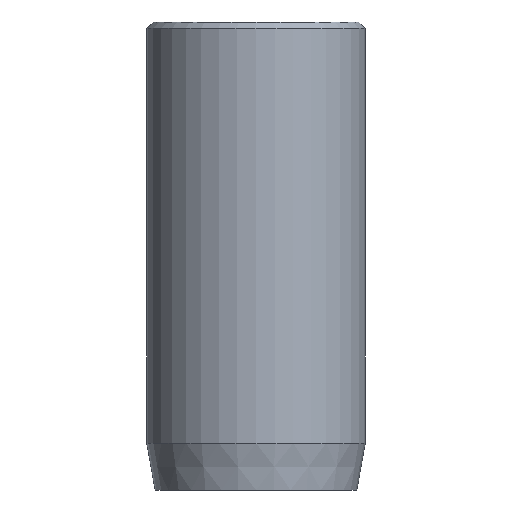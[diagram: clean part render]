
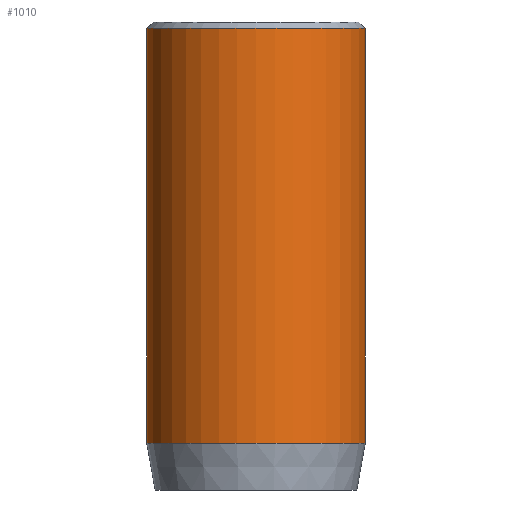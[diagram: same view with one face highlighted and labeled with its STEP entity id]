
A CAD part, front view. The second image highlights one B-rep face of the part: STEP entity #1010.
In plain terms, the highlighted cylindrical face has radius 3.5 mm (diameter 7 mm), a partial arc.
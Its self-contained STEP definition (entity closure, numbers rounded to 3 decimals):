
#6 = EDGE_LOOP ( 'NONE', ( #889, #153, #254, #583 ) ) ;
#110 = LINE ( 'NONE', #944, #832 ) ;
#153 = ORIENTED_EDGE ( 'NONE', *, *, #665, .T. ) ;
#155 = VERTEX_POINT ( 'NONE', #851 ) ;
#159 = CIRCLE ( 'NONE', #443, 3.5 ) ;
#186 = CARTESIAN_POINT ( 'NONE',  ( 0., 0., 15. ) ) ;
#205 = VERTEX_POINT ( 'NONE', #589 ) ;
#238 = CYLINDRICAL_SURFACE ( 'NONE', #464, 3.5 ) ;
#244 = EDGE_CURVE ( 'NONE', #205, #331, #507, .T. ) ;
#254 = ORIENTED_EDGE ( 'NONE', *, *, #630, .T. ) ;
#331 = VERTEX_POINT ( 'NONE', #967 ) ;
#376 = DIRECTION ( 'NONE',  ( -1., 0., 0. ) ) ;
#406 = DIRECTION ( 'NONE',  ( 0., 0., -1. ) ) ;
#443 = AXIS2_PLACEMENT_3D ( 'NONE', #1085, #541, #1167 ) ;
#464 = AXIS2_PLACEMENT_3D ( 'NONE', #186, #568, #376 ) ;
#507 = LINE ( 'NONE', #547, #1195 ) ;
#525 = CARTESIAN_POINT ( 'NONE',  ( -3.5, 0., 1.5 ) ) ;
#529 = DIRECTION ( 'NONE',  ( 1., 0., 0. ) ) ;
#533 = AXIS2_PLACEMENT_3D ( 'NONE', #543, #538, #529 ) ;
#538 = DIRECTION ( 'NONE',  ( 0., 0., -1. ) ) ;
#541 = DIRECTION ( 'NONE',  ( 0., 0., 1. ) ) ;
#543 = CARTESIAN_POINT ( 'NONE',  ( 0., 0., 14.8 ) ) ;
#547 = CARTESIAN_POINT ( 'NONE',  ( 3.5, 0., 15. ) ) ;
#568 = DIRECTION ( 'NONE',  ( 0., 0., -1. ) ) ;
#583 = ORIENTED_EDGE ( 'NONE', *, *, #841, .T. ) ;
#589 = CARTESIAN_POINT ( 'NONE',  ( 3.5, 0., 14.8 ) ) ;
#630 = EDGE_CURVE ( 'NONE', #155, #678, #110, .T. ) ;
#665 = EDGE_CURVE ( 'NONE', #205, #155, #1016, .T. ) ;
#678 = VERTEX_POINT ( 'NONE', #525 ) ;
#832 = VECTOR ( 'NONE', #885, 1000. ) ;
#841 = EDGE_CURVE ( 'NONE', #678, #331, #159, .T. ) ;
#851 = CARTESIAN_POINT ( 'NONE',  ( -3.5, 0., 14.8 ) ) ;
#885 = DIRECTION ( 'NONE',  ( 0., 0., -1. ) ) ;
#889 = ORIENTED_EDGE ( 'NONE', *, *, #244, .F. ) ;
#944 = CARTESIAN_POINT ( 'NONE',  ( -3.5, 0., 15. ) ) ;
#967 = CARTESIAN_POINT ( 'NONE',  ( 3.5, 0., 1.5 ) ) ;
#1002 = FACE_OUTER_BOUND ( 'NONE', #6, .T. ) ;
#1010 = ADVANCED_FACE ( 'NONE', ( #1002 ), #238, .T. ) ;
#1016 = CIRCLE ( 'NONE', #533, 3.5 ) ;
#1085 = CARTESIAN_POINT ( 'NONE',  ( 0., 0., 1.5 ) ) ;
#1167 = DIRECTION ( 'NONE',  ( 1., 0., 0. ) ) ;
#1195 = VECTOR ( 'NONE', #406, 1000. ) ;
